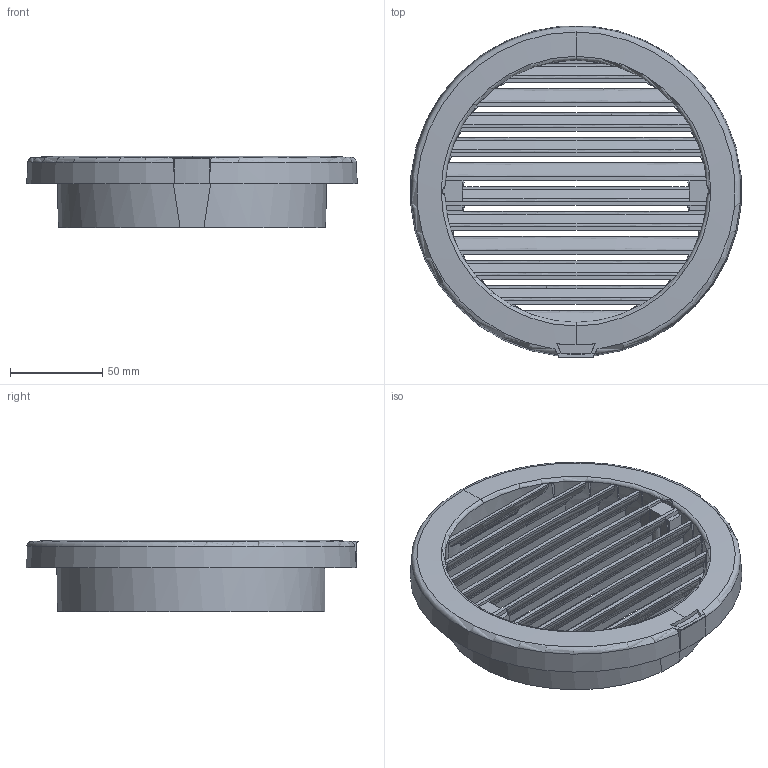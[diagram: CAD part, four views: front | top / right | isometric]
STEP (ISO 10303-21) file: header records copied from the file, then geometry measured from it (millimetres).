
FILE_DESCRIPTION(('Creo Elements/Direct Modeling STEP Export'),'2;1');
FILE_NAME('0093.1635-PP 45 AKR -3D-Daten Internet.stp','2021-06-22T11:40:32',(''),(''),'PTC Creo Elements/Direct Modeling STEP processor for AP214 (Solid Model)','PTC Creo Elements/Direct Modeling 19.0C 15-Aug-2015 (C) Parametric Technology GmbH','');
FILE_SCHEMA(('AUTOMOTIVE_DESIGN { 1 0 10303 214 1 1 1 1 }'));
Length unit declared in the file: millimetre
Products named in the file (1): 0093.1635_PP-45-AKR-3D-Daten-Internet
Bounding box: 179.72 x 180.42 x 38.77 mm (x, y, z)
Volume: 232730.4 mm3; surface area: 110103.3 mm2
Topology: 1 solids, 1 shells, 286 faces, 870 edges, 564 vertices
Faces by surface type: cone 77, plane 70, torus 62, sphere 52, bspline 14, cylinder 7, revolution 4
Entity records: 23220 total; most frequent: CARTESIAN_POINT 15170, ORIENTED_EDGE 1768, DIRECTION 1543, EDGE_CURVE 870, AXIS2_PLACEMENT_3D 740, VERTEX_POINT 564, B_SPLINE_CURVE_WITH_KNOTS 420, SURFACE_CURVE 392
